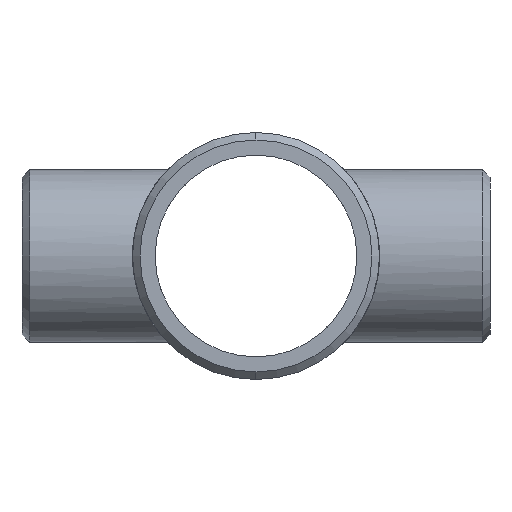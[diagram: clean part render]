
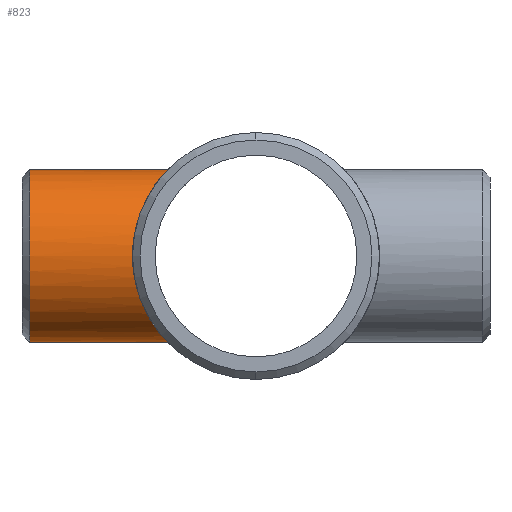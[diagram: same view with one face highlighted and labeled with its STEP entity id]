
A CAD part, left-side view. The second image highlights one B-rep face of the part: STEP entity #823.
In plain terms, the highlighted cylindrical face has radius 21.082 mm (diameter 42.164 mm), a partial arc.
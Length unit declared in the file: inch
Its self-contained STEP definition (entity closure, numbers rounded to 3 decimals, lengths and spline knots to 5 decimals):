
#47 = CARTESIAN_POINT ( 'NONE',  ( -0.34797, 0.9175, -0.75401 ) ) ;
#64 = CARTESIAN_POINT ( 'NONE',  ( 0., 2.17733, 0. ) ) ;
#72 = CARTESIAN_POINT ( 'NONE',  ( -0.81031, 1.17382, 0.18024 ) ) ;
#78 = CARTESIAN_POINT ( 'NONE',  ( -0.82845, 1.18641, -0.05806 ) ) ;
#80 = AXIS2_PLACEMENT_3D ( 'NONE', #64, #431, #869 ) ;
#89 = CARTESIAN_POINT ( 'NONE',  ( -0.566, 1.02048, 0.60765 ) ) ;
#127 = CARTESIAN_POINT ( 'NONE',  ( -0.60288, 1.04139, -0.57107 ) ) ;
#130 = CARTESIAN_POINT ( 'NONE',  ( 0., 0.84927, -0.83 ) ) ;
#139 = CARTESIAN_POINT ( 'NONE',  ( -0.19382, 0.87101, -0.80717 ) ) ;
#144 = CARTESIAN_POINT ( 'NONE',  ( -0.37193, 0.9269, -0.74248 ) ) ;
#154 = CARTESIAN_POINT ( 'NONE',  ( -0.34835, 0.91787, 0.75348 ) ) ;
#155 = VERTEX_POINT ( 'NONE', #130 ) ;
#160 = CARTESIAN_POINT ( 'NONE',  ( -0.22203, 0.87618, 0.80169 ) ) ;
#165 = CARTESIAN_POINT ( 'NONE',  ( -0.71497, 1.11011, 0.42244 ) ) ;
#173 = CARTESIAN_POINT ( 'NONE',  ( -0.82441, 1.18357, 0.11142 ) ) ;
#180 = CARTESIAN_POINT ( 'NONE',  ( -0.83007, 1.18755, 0.05558 ) ) ;
#240 = CARTESIAN_POINT ( 'NONE',  ( -0.05715, 0.84927, -0.83 ) ) ;
#245 = CARTESIAN_POINT ( 'NONE',  ( -0.62073, 1.05185, -0.55163 ) ) ;
#257 = CARTESIAN_POINT ( 'NONE',  ( -0.81826, 1.17932, -0.14188 ) ) ;
#262 = CARTESIAN_POINT ( 'NONE',  ( -0.33603, 0.91326, 0.75905 ) ) ;
#269 = CARTESIAN_POINT ( 'NONE',  ( 0., 0.84927, 0.83 ) ) ;
#326 = DIRECTION ( 'NONE',  ( 0., 0., -1. ) ) ;
#328 = EDGE_CURVE ( 'NONE', #466, #867, #870, .T. ) ;
#339 = CARTESIAN_POINT ( 'NONE',  ( -0.67061, 1.08206, -0.48977 ) ) ;
#343 = CARTESIAN_POINT ( 'NONE',  ( -0.27321, 0.89178, -0.78423 ) ) ;
#350 = CARTESIAN_POINT ( 'NONE',  ( -0.38436, 0.93213, 0.73576 ) ) ;
#374 = ORIENTED_EDGE ( 'NONE', *, *, #858, .T. ) ;
#379 = CARTESIAN_POINT ( 'NONE',  ( 0., 2.25, -0.83 ) ) ;
#392 = EDGE_LOOP ( 'NONE', ( #599, #544, #944, #374 ) ) ;
#424 = FACE_OUTER_BOUND ( 'NONE', #392, .T. ) ;
#426 = VECTOR ( 'NONE', #926, 39.37008 ) ;
#430 = CARTESIAN_POINT ( 'NONE',  ( -0.54711, 1.00978, -0.62635 ) ) ;
#431 = DIRECTION ( 'NONE',  ( 0., -1., 0. ) ) ;
#442 = CARTESIAN_POINT ( 'NONE',  ( -0.80713, 1.17163, 0.194 ) ) ;
#448 = CARTESIAN_POINT ( 'NONE',  ( -0.78274, 1.15496, -0.27641 ) ) ;
#453 = CARTESIAN_POINT ( 'NONE',  ( -0.54645, 1.00974, 0.62528 ) ) ;
#459 = CARTESIAN_POINT ( 'NONE',  ( -0.74108, 1.1271, 0.37475 ) ) ;
#465 = CARTESIAN_POINT ( 'NONE',  ( -0.44172, 0.95709, 0.70318 ) ) ;
#466 = VERTEX_POINT ( 'NONE', #1035 ) ;
#508 = CARTESIAN_POINT ( 'NONE',  ( 0., 2.17733, -0.83 ) ) ;
#514 = CARTESIAN_POINT ( 'NONE',  ( -0.22055, 0.87734, -0.80028 ) ) ;
#519 = CARTESIAN_POINT ( 'NONE',  ( -0.41856, 0.94657, -0.71723 ) ) ;
#529 = EDGE_CURVE ( 'NONE', #466, #713, #1156, .T. ) ;
#544 = ORIENTED_EDGE ( 'NONE', *, *, #529, .T. ) ;
#554 = CARTESIAN_POINT ( 'NONE',  ( -0.77435, 1.14927, 0.30004 ) ) ;
#590 = CARTESIAN_POINT ( 'NONE',  ( -0.50686, 0.98828, -0.65937 ) ) ;
#595 = CARTESIAN_POINT ( 'NONE',  ( 0., 2.25, 0. ) ) ;
#599 = ORIENTED_EDGE ( 'NONE', *, *, #328, .F. ) ;
#612 = CARTESIAN_POINT ( 'NONE',  ( -0.74115, 1.12708, -0.37757 ) ) ;
#621 = CARTESIAN_POINT ( 'NONE',  ( -0.37251, 0.9273, 0.74183 ) ) ;
#633 = CARTESIAN_POINT ( 'NONE',  ( -0.80689, 1.17146, -0.19647 ) ) ;
#702 = CARTESIAN_POINT ( 'NONE',  ( -0.71536, 1.11016, -0.42422 ) ) ;
#707 = CARTESIAN_POINT ( 'NONE',  ( 0., 0.84927, 0.83 ) ) ;
#712 = CARTESIAN_POINT ( 'NONE',  ( -0.70087, 1.10106, 0.44541 ) ) ;
#713 = VERTEX_POINT ( 'NONE', #508 ) ;
#716 = CARTESIAN_POINT ( 'NONE',  ( -0.82996, 1.18747, -0.02941 ) ) ;
#722 = CARTESIAN_POINT ( 'NONE',  ( -0.11206, 0.85618, 0.82288 ) ) ;
#729 = CARTESIAN_POINT ( 'NONE',  ( -0.77311, 1.14845, -0.30231 ) ) ;
#783 = DIRECTION ( 'NONE',  ( 0., -1., 0. ) ) ;
#792 = CARTESIAN_POINT ( 'NONE',  ( -0.11268, 0.85506, -0.82417 ) ) ;
#802 = CARTESIAN_POINT ( 'NONE',  ( -0.50602, 0.98844, 0.65842 ) ) ;
#813 = CARTESIAN_POINT ( 'NONE',  ( -0.82259, 1.18233, -0.11421 ) ) ;
#823 = ADVANCED_FACE ( 'NONE', ( #424 ), #1070, .T. ) ;
#858 = EDGE_CURVE ( 'NONE', #155, #867, #1008, .T. ) ;
#862 = CARTESIAN_POINT ( 'NONE',  ( -0.76801, 1.14502, -0.31503 ) ) ;
#867 = VERTEX_POINT ( 'NONE', #269 ) ;
#869 = DIRECTION ( 'NONE',  ( 0., 0., 1. ) ) ;
#870 = LINE ( 'NONE', #1154, #916 ) ;
#873 = CARTESIAN_POINT ( 'NONE',  ( -0.23387, 0.88079, -0.79649 ) ) ;
#879 = CARTESIAN_POINT ( 'NONE',  ( -0.44131, 0.95689, -0.70345 ) ) ;
#889 = CARTESIAN_POINT ( 'NONE',  ( -0.27389, 0.89113, 0.78537 ) ) ;
#894 = CARTESIAN_POINT ( 'NONE',  ( -0.14019, 0.86034, 0.81855 ) ) ;
#900 = CARTESIAN_POINT ( 'NONE',  ( -0.75296, 1.13496, 0.35028 ) ) ;
#907 = CARTESIAN_POINT ( 'NONE',  ( -0.65587, 1.07279, 0.51144 ) ) ;
#915 = CARTESIAN_POINT ( 'NONE',  ( -0.62218, 1.05234, 0.55188 ) ) ;
#916 = VECTOR ( 'NONE', #783, 39.37008 ) ;
#926 = DIRECTION ( 'NONE',  ( 0., -1., 0. ) ) ;
#944 = ORIENTED_EDGE ( 'NONE', *, *, #1036, .T. ) ;
#960 = DIRECTION ( 'NONE',  ( 0., -1., 0. ) ) ;
#968 = CARTESIAN_POINT ( 'NONE',  ( 0., 0.84927, -0.83 ) ) ;
#985 = CARTESIAN_POINT ( 'NONE',  ( -0.48509, 0.97786, 0.67399 ) ) ;
#991 = CARTESIAN_POINT ( 'NONE',  ( -0.02806, 0.84927, 0.83 ) ) ;
#1001 = CARTESIAN_POINT ( 'NONE',  ( -0.05609, 0.85066, 0.82858 ) ) ;
#1008 = B_SPLINE_CURVE_WITH_KNOTS ( 'NONE', 3,
 ( #968, #240, #792, #1167, #139, #514, #873, #343, #1046, #47, #144, #519, #879, #590, #430, #127, #245, #1158, #339, #702, #612, #862, #729, #448, #1081, #1198, #633, #257, #813, #78, #716, #180, #173, #72, #442, #1178, #1086, #1093, #554, #900, #459, #165, #712, #907, #915, #89, #453, #802, #985, #465, #1173, #350, #621, #154, #262, #889, #160, #894, #722, #1001, #991, #707 ),
 .UNSPECIFIED., .F., .F.,
 ( 4, 2, 2, 2, 2, 2, 2, 2, 2, 2, 2, 2, 2, 2, 2, 2, 2, 2, 2, 2, 2, 2, 2, 2, 2, 2, 2, 2, 2, 2, 4 ),
 ( 0., 0.00427, 0.00534, 0.00641, 0.00855, 0.01068, 0.01282, 0.01709, 0.01923, 0.02136, 0.02564, 0.0267, 0.02777, 0.02991, 0.03205, 0.03418, 0.03846, 0.03952, 0.04059, 0.04273, 0.04486, 0.047, 0.05127, 0.05341, 0.05555, 0.05768, 0.05875, 0.05982, 0.06409, 0.06623, 0.06836 ),
 .UNSPECIFIED. ) ;
#1035 = CARTESIAN_POINT ( 'NONE',  ( 0., 2.17733, 0.83 ) ) ;
#1036 = EDGE_CURVE ( 'NONE', #713, #155, #1038, .T. ) ;
#1038 = LINE ( 'NONE', #379, #426 ) ;
#1046 = CARTESIAN_POINT ( 'NONE',  ( -0.29861, 0.89994, -0.77489 ) ) ;
#1070 = CYLINDRICAL_SURFACE ( 'NONE', #1182, 0.83 ) ;
#1081 = CARTESIAN_POINT ( 'NONE',  ( -0.78729, 1.15804, -0.2632 ) ) ;
#1086 = CARTESIAN_POINT ( 'NONE',  ( -0.79628, 1.16418, 0.23458 ) ) ;
#1093 = CARTESIAN_POINT ( 'NONE',  ( -0.78386, 1.15571, 0.27427 ) ) ;
#1154 = CARTESIAN_POINT ( 'NONE',  ( 0., 2.25, 0.83 ) ) ;
#1156 = CIRCLE ( 'NONE', #80, 0.83 ) ;
#1158 = CARTESIAN_POINT ( 'NONE',  ( -0.65468, 1.07223, -0.51088 ) ) ;
#1167 = CARTESIAN_POINT ( 'NONE',  ( -0.18037, 0.86811, -0.81028 ) ) ;
#1173 = CARTESIAN_POINT ( 'NONE',  ( -0.41928, 0.94689, 0.7168 ) ) ;
#1178 = CARTESIAN_POINT ( 'NONE',  ( -0.80011, 1.1668, 0.22117 ) ) ;
#1182 = AXIS2_PLACEMENT_3D ( 'NONE', #595, #960, #326 ) ;
#1198 = CARTESIAN_POINT ( 'NONE',  ( -0.79986, 1.16662, -0.22339 ) ) ;
